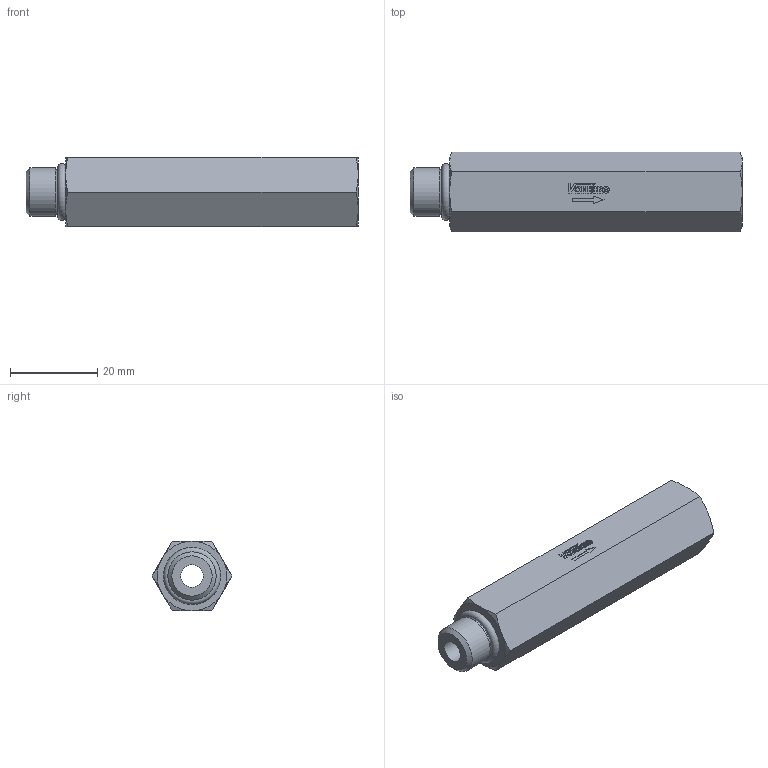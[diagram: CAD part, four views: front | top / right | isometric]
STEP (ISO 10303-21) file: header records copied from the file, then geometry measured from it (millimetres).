
FILE_DESCRIPTION((''),'2;1');
FILE_NAME('40300-804.stp','2015-01-19T10:10:09',('jml'),(''),'Autodesk Inventor 2010','Autodesk Inventor 2010','');
FILE_SCHEMA(('AUTOMOTIVE_DESIGN { 1 0 10303 214 1 1 1 1 }'));
Length unit declared in the file: inch
Products named in the file (3): 40300-804; 220652; 904 O-RING
Assembly tree (2 placements, depth 2):
  40300-804
    220652
    904 O-RING
Bounding box: 76.2 x 18.33 x 15.88 mm (x, y, z)
Volume: 13050.9 mm3; surface area: 6022.4 mm2
Topology: 2 solids, 2 shells, 131 faces, 336 edges, 222 vertices
Faces by surface type: plane 93, cylinder 17, cone 16, bspline 3, torus 2
Full cylindrical faces by diameter (mm): 0.87 x1, 9.296 x1, 11.1 x1
Entity records: 4087 total; most frequent: CARTESIAN_POINT 778, ORIENTED_EDGE 646, DIRECTION 622, EDGE_CURVE 323, VECTOR 242, LINE 242, VERTEX_POINT 220, AXIS2_PLACEMENT_3D 190
